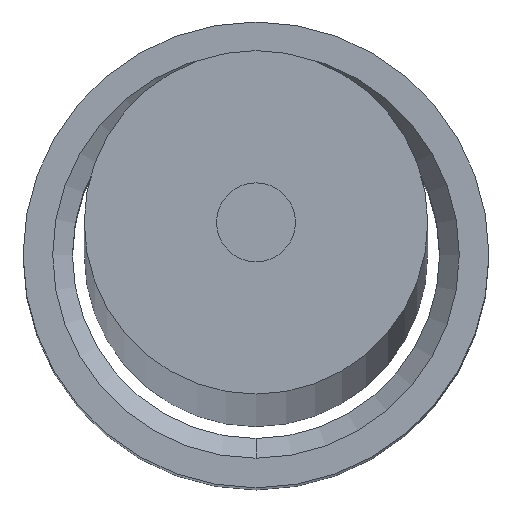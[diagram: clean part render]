
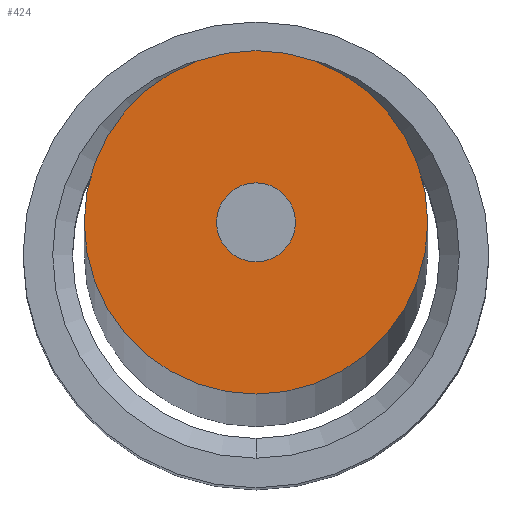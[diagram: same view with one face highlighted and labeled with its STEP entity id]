
A CAD part, top view. The second image highlights one B-rep face of the part: STEP entity #424.
In plain terms, the highlighted planar face has unit normal (0, 0, 1).
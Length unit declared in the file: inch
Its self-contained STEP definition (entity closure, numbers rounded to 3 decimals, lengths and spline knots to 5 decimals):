
#283=CARTESIAN_POINT('',(0.,0.,4.72441));
#284=DIRECTION('',(0.,0.,1.));
#285=DIRECTION('',(1.,0.,0.));
#286=AXIS2_PLACEMENT_3D('',#283,#284,#285);
#288=CARTESIAN_POINT('',(0.,0.,4.72441));
#289=DIRECTION('',(0.,0.,1.));
#290=DIRECTION('',(-1.,0.,0.));
#291=AXIS2_PLACEMENT_3D('',#288,#289,#290);
#293=CARTESIAN_POINT('',(0.,0.,4.72441));
#294=DIRECTION('',(0.,0.,1.));
#295=DIRECTION('',(1.,0.,0.));
#296=AXIS2_PLACEMENT_3D('',#293,#294,#295);
#298=CARTESIAN_POINT('',(0.,0.,4.72441));
#299=DIRECTION('',(0.,0.,1.));
#300=DIRECTION('',(-1.,0.,0.));
#301=AXIS2_PLACEMENT_3D('',#298,#299,#300);
#343=CARTESIAN_POINT('',(0.0435,0.,4.72441));
#344=CARTESIAN_POINT('',(-0.0435,0.,4.72441));
#345=VERTEX_POINT('',#343);
#346=VERTEX_POINT('',#344);
#359=CARTESIAN_POINT('',(0.01,0.,4.72441));
#360=CARTESIAN_POINT('',(-0.01,0.,4.72441));
#361=VERTEX_POINT('',#359);
#362=VERTEX_POINT('',#360);
#409=CARTESIAN_POINT('',(0.,0.,4.72441));
#410=DIRECTION('',(0.,0.,1.));
#411=DIRECTION('',(1.,0.,0.));
#412=AXIS2_PLACEMENT_3D('',#409,#410,#411);
#413=PLANE('',#412);
#414=ORIENTED_EDGE('',*,*,#389,.F.);
#415=ORIENTED_EDGE('',*,*,#403,.F.);
#416=EDGE_LOOP('',(#414,#415));
#417=FACE_OUTER_BOUND('',#416,.F.);
#419=ORIENTED_EDGE('',*,*,#418,.T.);
#421=ORIENTED_EDGE('',*,*,#420,.T.);
#422=EDGE_LOOP('',(#419,#421));
#423=FACE_BOUND('',#422,.F.);
#424=ADVANCED_FACE('',(#417,#423),#413,.T.);
#287=CIRCLE('',#286,0.0435);
#292=CIRCLE('',#291,0.0435);
#297=CIRCLE('',#296,0.01);
#302=CIRCLE('',#301,0.01);
#389=EDGE_CURVE('',#345,#346,#287,.T.);
#403=EDGE_CURVE('',#346,#345,#292,.T.);
#418=EDGE_CURVE('',#361,#362,#297,.T.);
#420=EDGE_CURVE('',#362,#361,#302,.T.);
